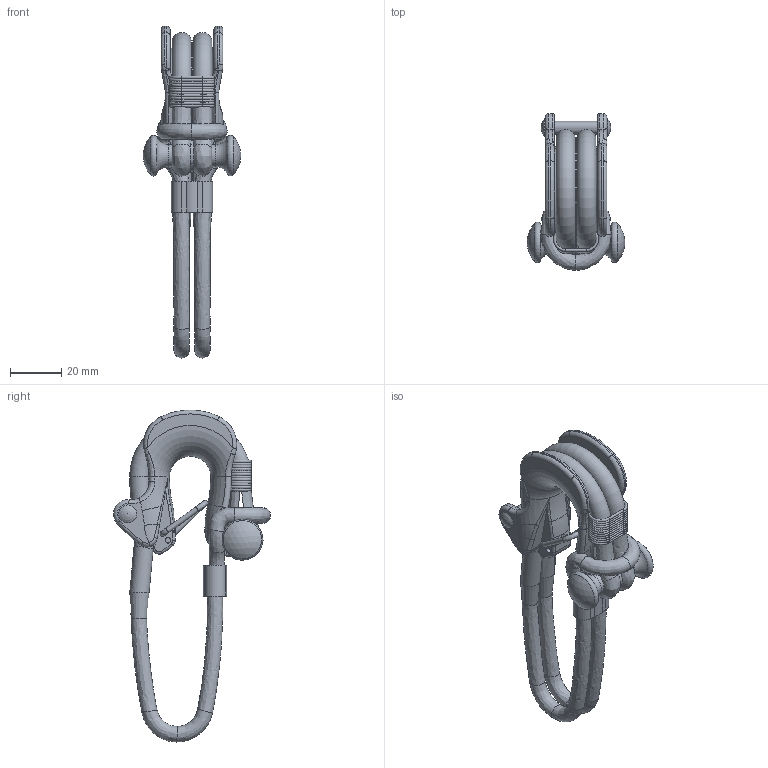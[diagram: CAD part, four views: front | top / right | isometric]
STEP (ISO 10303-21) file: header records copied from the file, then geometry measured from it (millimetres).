
FILE_DESCRIPTION(/* description */ (''),/* implementation_level */ '2;1');
FILE_NAME(/* name */ 'HK12.stp',/* time_stamp */ '2020-01-08T10:02:00+01:00',/* author */ ('francesca'),/* organization */ (''),/* preprocessor_version */ 'ST-DEVELOPER v16.5',/* originating_system */ 'Autodesk Inventor 2017',/* authorisation */ '');
FILE_SCHEMA (('CONFIG_CONTROL_DESIGN'));
Length unit declared in the file: millimetre
Products named in the file (1): 20010801
Bounding box: 37.88 x 61 x 128.99 mm (x, y, z)
Volume: 43248.1 mm3; surface area: 24638.7 mm2
Topology: 2 solids, 2 shells, 483 faces, 1349 edges, 780 vertices
Faces by surface type: torus 162, cylinder 137, bspline 126, plane 42, cone 10, sphere 6
Full cylindrical faces by diameter (mm): 1 x2, 2 x5, 2.2 x2, 5 x1, 5.6 x1, 6 x1, 6.25 x1, 8.5 x2
Entity records: 23149 total; most frequent: CARTESIAN_POINT 11915, ORIENTED_EDGE 2658, DIRECTION 2082, EDGE_CURVE 1286, AXIS2_PLACEMENT_3D 961, VERTEX_POINT 764, CIRCLE 550, EDGE_LOOP 541
